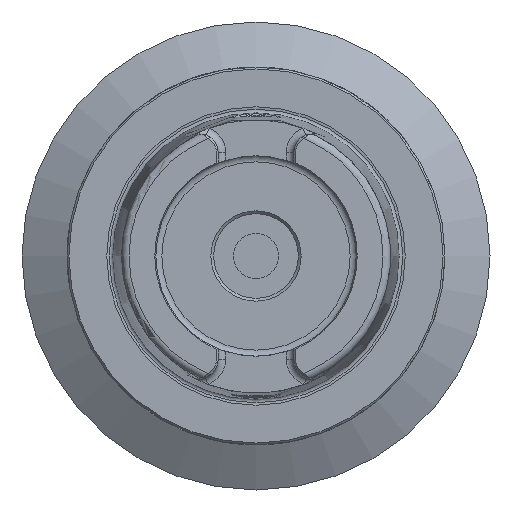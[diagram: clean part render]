
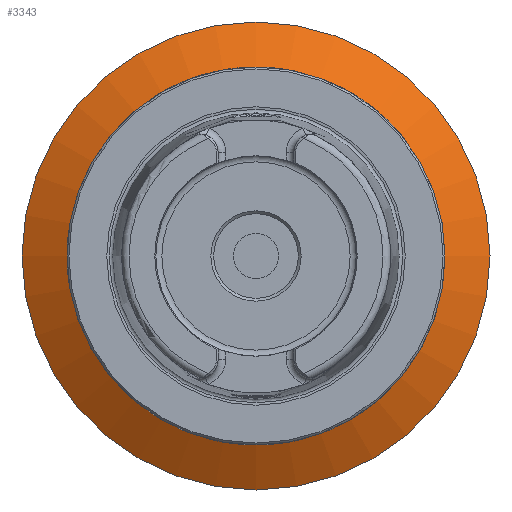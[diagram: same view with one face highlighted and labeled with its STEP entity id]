
A CAD part, left-side view. The second image highlights one B-rep face of the part: STEP entity #3343.
In plain terms, the highlighted conical face has half-angle 60 degrees and reference radius 52.706 mm.
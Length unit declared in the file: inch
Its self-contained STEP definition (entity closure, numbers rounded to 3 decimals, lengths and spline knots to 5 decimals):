
#296=CONICAL_SURFACE('',#3736,2.07505,1.047);
#384=FACE_BOUND('',#839,.T.);
#566=FACE_OUTER_BOUND('',#838,.T.);
#838=EDGE_LOOP('',(#2508));
#839=EDGE_LOOP('',(#2509));
#1120=CIRCLE('',#3692,1.7126);
#1138=CIRCLE('',#3726,2.4375);
#1636=VERTEX_POINT('',#5283);
#1654=VERTEX_POINT('',#5335);
#1966=EDGE_CURVE('',#1636,#1636,#1120,.T.);
#1984=EDGE_CURVE('',#1654,#1654,#1138,.T.);
#2508=ORIENTED_EDGE('',*,*,#1984,.F.);
#2509=ORIENTED_EDGE('',*,*,#1966,.T.);
#3343=ADVANCED_FACE('',(#566,#384),#296,.T.);
#3692=AXIS2_PLACEMENT_3D('',#5284,#4242,#4243);
#3726=AXIS2_PLACEMENT_3D('',#5336,#4310,#4311);
#3736=AXIS2_PLACEMENT_3D('',#5350,#4330,#4331);
#4242=DIRECTION('center_axis',(1.,0.,0.));
#4243=DIRECTION('ref_axis',(0.,1.,0.));
#4310=DIRECTION('center_axis',(1.,0.,0.));
#4311=DIRECTION('ref_axis',(0.,1.,0.));
#4330=DIRECTION('center_axis',(1.,0.,0.));
#4331=DIRECTION('ref_axis',(0.,1.,0.));
#5283=CARTESIAN_POINT('',(2.,1.7126,0.));
#5284=CARTESIAN_POINT('Origin',(2.,0.,0.));
#5335=CARTESIAN_POINT('',(2.41852,2.4375,0.));
#5336=CARTESIAN_POINT('Origin',(2.41852,0.,0.));
#5350=CARTESIAN_POINT('Origin',(2.20926,0.,0.));
